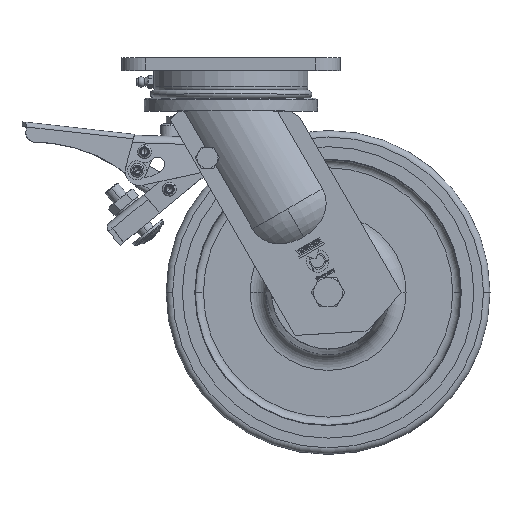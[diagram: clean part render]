
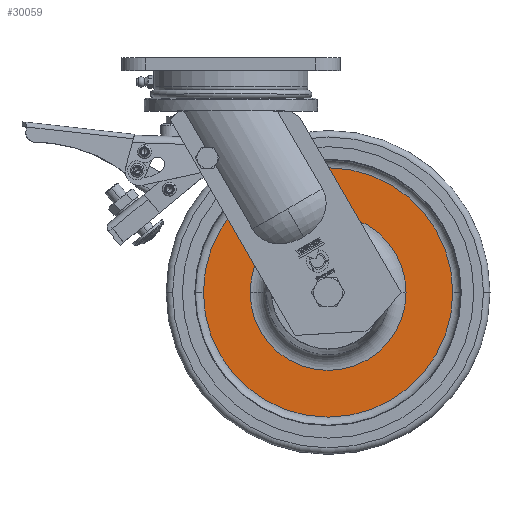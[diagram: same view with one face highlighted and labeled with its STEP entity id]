
A CAD part, top view. The second image highlights one B-rep face of the part: STEP entity #30059.
In plain terms, the highlighted planar face has unit normal (0, 0, 1).
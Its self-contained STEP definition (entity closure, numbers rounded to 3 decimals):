
#2330 = CIRCLE ( 'NONE', #51099, 48.152 ) ;
#3537 = CIRCLE ( 'NONE', #56588, 77. ) ;
#6031 = CARTESIAN_POINT ( 'NONE',  ( -340.082, -145., 939.293 ) ) ;
#6116 = EDGE_CURVE ( 'NONE', #34659, #56138, #51758, .T. ) ;
#11900 = VERTEX_POINT ( 'NONE', #46131 ) ;
#13926 = CARTESIAN_POINT ( 'NONE',  ( -417.082, -145., 939.293 ) ) ;
#15018 = FACE_OUTER_BOUND ( 'NONE', #62750, .T. ) ;
#16605 = CARTESIAN_POINT ( 'NONE',  ( -368.93, -145., 939.293 ) ) ;
#18797 = DIRECTION ( 'NONE',  ( 1., 0., 0. ) ) ;
#20159 = CARTESIAN_POINT ( 'NONE',  ( -417.082, -145., 939.293 ) ) ;
#20773 = EDGE_CURVE ( 'NONE', #33156, #11900, #2330, .T. ) ;
#22375 = ORIENTED_EDGE ( 'NONE', *, *, #31090, .T. ) ;
#23410 = ORIENTED_EDGE ( 'NONE', *, *, #26592, .T. ) ;
#24049 = PLANE ( 'NONE',  #28570 ) ;
#24069 = DIRECTION ( 'NONE',  ( 0., 0., 1. ) ) ;
#24253 = CARTESIAN_POINT ( 'NONE',  ( -417.082, -63., 939.293 ) ) ;
#24270 = AXIS2_PLACEMENT_3D ( 'NONE', #33969, #53644, #43574 ) ;
#25056 = DIRECTION ( 'NONE',  ( 1., 0., 0. ) ) ;
#26592 = EDGE_CURVE ( 'NONE', #56138, #34659, #3537, .T. ) ;
#27937 = FACE_BOUND ( 'NONE', #29559, .T. ) ;
#28570 = AXIS2_PLACEMENT_3D ( 'NONE', #24253, #58416, #29134 ) ;
#29134 = DIRECTION ( 'NONE',  ( 1., 0., 0. ) ) ;
#29559 = EDGE_LOOP ( 'NONE', ( #36345, #22375 ) ) ;
#30059 = ADVANCED_FACE ( 'NONE', ( #27937, #15018 ), #24049, .T. ) ;
#31090 = EDGE_CURVE ( 'NONE', #11900, #33156, #50696, .T. ) ;
#33156 = VERTEX_POINT ( 'NONE', #16605 ) ;
#33969 = CARTESIAN_POINT ( 'NONE',  ( -417.082, -145., 939.293 ) ) ;
#34659 = VERTEX_POINT ( 'NONE', #37775 ) ;
#36345 = ORIENTED_EDGE ( 'NONE', *, *, #20773, .T. ) ;
#37775 = CARTESIAN_POINT ( 'NONE',  ( -494.082, -145., 939.293 ) ) ;
#40911 = ORIENTED_EDGE ( 'NONE', *, *, #6116, .T. ) ;
#43574 = DIRECTION ( 'NONE',  ( 1., 0., 0. ) ) ;
#44213 = AXIS2_PLACEMENT_3D ( 'NONE', #13926, #48003, #18797 ) ;
#46131 = CARTESIAN_POINT ( 'NONE',  ( -465.233, -145., 939.293 ) ) ;
#48003 = DIRECTION ( 'NONE',  ( 0., 0., -1. ) ) ;
#50696 = CIRCLE ( 'NONE', #44213, 48.152 ) ;
#51099 = AXIS2_PLACEMENT_3D ( 'NONE', #20159, #54307, #25056 ) ;
#51758 = CIRCLE ( 'NONE', #24270, 77. ) ;
#53328 = CARTESIAN_POINT ( 'NONE',  ( -417.082, -145., 939.293 ) ) ;
#53644 = DIRECTION ( 'NONE',  ( 0., 0., 1. ) ) ;
#54307 = DIRECTION ( 'NONE',  ( 0., 0., -1. ) ) ;
#56138 = VERTEX_POINT ( 'NONE', #6031 ) ;
#56588 = AXIS2_PLACEMENT_3D ( 'NONE', #53328, #24069, #58238 ) ;
#58238 = DIRECTION ( 'NONE',  ( 1., 0., 0. ) ) ;
#58416 = DIRECTION ( 'NONE',  ( 0., 0., 1. ) ) ;
#62750 = EDGE_LOOP ( 'NONE', ( #23410, #40911 ) ) ;
